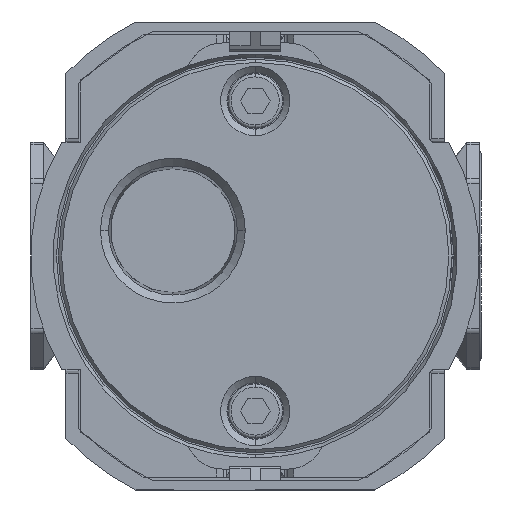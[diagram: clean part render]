
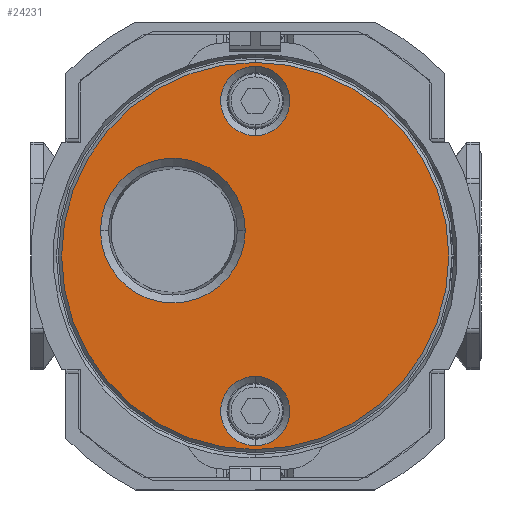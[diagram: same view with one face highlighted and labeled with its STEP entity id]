
A CAD part, front view. The second image highlights one B-rep face of the part: STEP entity #24231.
In plain terms, the highlighted planar face has unit normal (0, -1, 0).
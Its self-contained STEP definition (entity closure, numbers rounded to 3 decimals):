
#246 = VERTEX_POINT ( 'NONE', #29917 ) ;
#837 = VERTEX_POINT ( 'NONE', #21805 ) ;
#1448 = DIRECTION ( 'NONE',  ( 0., 1., 0. ) ) ;
#2569 = ORIENTED_EDGE ( 'NONE', *, *, #23485, .F. ) ;
#2851 = ORIENTED_EDGE ( 'NONE', *, *, #12966, .F. ) ;
#2972 = DIRECTION ( 'NONE',  ( 1., 0., 0. ) ) ;
#3708 = PLANE ( 'NONE',  #4040 ) ;
#3964 = CARTESIAN_POINT ( 'NONE',  ( 0., -17.5, 30.2 ) ) ;
#4003 = CARTESIAN_POINT ( 'NONE',  ( 0., -17.5, -24.185 ) ) ;
#4040 = AXIS2_PLACEMENT_3D ( 'NONE', #28455, #13170, #10152 ) ;
#4613 = DIRECTION ( 'NONE',  ( 1., 0., 0. ) ) ;
#7251 = CARTESIAN_POINT ( 'NONE',  ( -24.126, -17.5, 3.959 ) ) ;
#7272 = DIRECTION ( 'NONE',  ( 0., 0., -1. ) ) ;
#8112 = AXIS2_PLACEMENT_3D ( 'NONE', #36740, #33347, #2972 ) ;
#8926 = EDGE_CURVE ( 'NONE', #14492, #36802, #21427, .T. ) ;
#9695 = DIRECTION ( 'NONE',  ( 0., -1., 0. ) ) ;
#9942 = FACE_OUTER_BOUND ( 'NONE', #28280, .T. ) ;
#10043 = DIRECTION ( 'NONE',  ( 0., -1., 0. ) ) ;
#10152 = DIRECTION ( 'NONE',  ( 0., 0., 1. ) ) ;
#11062 = CIRCLE ( 'NONE', #35444, 30.2 ) ;
#11298 = CARTESIAN_POINT ( 'NONE',  ( 0., -17.5, 0. ) ) ;
#11704 = EDGE_CURVE ( 'NONE', #13810, #837, #11062, .T. ) ;
#11904 = CARTESIAN_POINT ( 'NONE',  ( 0., -17.5, 24.185 ) ) ;
#12107 = DIRECTION ( 'NONE',  ( 0., 0., -1. ) ) ;
#12302 = EDGE_CURVE ( 'NONE', #21690, #31792, #30899, .T. ) ;
#12966 = EDGE_CURVE ( 'NONE', #246, #26127, #15169, .T. ) ;
#13170 = DIRECTION ( 'NONE',  ( 0., 1., 0. ) ) ;
#13810 = VERTEX_POINT ( 'NONE', #3964 ) ;
#14271 = DIRECTION ( 'NONE',  ( 0., 0., -1. ) ) ;
#14318 = DIRECTION ( 'NONE',  ( 0., 0., 1. ) ) ;
#14492 = VERTEX_POINT ( 'NONE', #28816 ) ;
#15030 = ORIENTED_EDGE ( 'NONE', *, *, #19321, .F. ) ;
#15169 = CIRCLE ( 'NONE', #8112, 11.288 ) ;
#15207 = DIRECTION ( 'NONE',  ( 0., 0., 1. ) ) ;
#16795 = AXIS2_PLACEMENT_3D ( 'NONE', #22155, #9695, #7272 ) ;
#17100 = CARTESIAN_POINT ( 'NONE',  ( 0., -17.5, 18.785 ) ) ;
#17786 = CIRCLE ( 'NONE', #33183, 5.4 ) ;
#18541 = AXIS2_PLACEMENT_3D ( 'NONE', #11298, #1448, #14318 ) ;
#18996 = FACE_BOUND ( 'NONE', #37591, .T. ) ;
#19321 = EDGE_CURVE ( 'NONE', #36802, #14492, #17786, .T. ) ;
#19913 = CARTESIAN_POINT ( 'NONE',  ( -12.838, -17.5, 3.959 ) ) ;
#21345 = DIRECTION ( 'NONE',  ( 0., -1., 0. ) ) ;
#21427 = CIRCLE ( 'NONE', #34879, 5.4 ) ;
#21690 = VERTEX_POINT ( 'NONE', #17100 ) ;
#21805 = CARTESIAN_POINT ( 'NONE',  ( 0., -17.5, -30.2 ) ) ;
#22155 = CARTESIAN_POINT ( 'NONE',  ( 0., -17.5, 24.185 ) ) ;
#22523 = DIRECTION ( 'NONE',  ( 0., 0., -1. ) ) ;
#22919 = DIRECTION ( 'NONE',  ( 0., -1., 0. ) ) ;
#23485 = EDGE_CURVE ( 'NONE', #26127, #246, #36725, .T. ) ;
#24098 = DIRECTION ( 'NONE',  ( 0., -1., 0. ) ) ;
#24231 = ADVANCED_FACE ( 'NONE', ( #9942, #34267, #30675, #18996 ), #3708, .F. ) ;
#24555 = AXIS2_PLACEMENT_3D ( 'NONE', #19913, #22919, #4613 ) ;
#25564 = EDGE_CURVE ( 'NONE', #837, #13810, #37808, .T. ) ;
#25584 = ORIENTED_EDGE ( 'NONE', *, *, #11704, .F. ) ;
#26127 = VERTEX_POINT ( 'NONE', #7251 ) ;
#27984 = ORIENTED_EDGE ( 'NONE', *, *, #39425, .F. ) ;
#28280 = EDGE_LOOP ( 'NONE', ( #25584, #29598 ) ) ;
#28455 = CARTESIAN_POINT ( 'NONE',  ( 30.2, -17.5, 0. ) ) ;
#28816 = CARTESIAN_POINT ( 'NONE',  ( 0., -17.5, -29.585 ) ) ;
#29453 = ORIENTED_EDGE ( 'NONE', *, *, #12302, .F. ) ;
#29598 = ORIENTED_EDGE ( 'NONE', *, *, #25564, .F. ) ;
#29888 = CIRCLE ( 'NONE', #35003, 5.4 ) ;
#29917 = CARTESIAN_POINT ( 'NONE',  ( -1.551, -17.5, 3.959 ) ) ;
#30327 = EDGE_LOOP ( 'NONE', ( #32995, #15030 ) ) ;
#30675 = FACE_BOUND ( 'NONE', #34514, .T. ) ;
#30899 = CIRCLE ( 'NONE', #16795, 5.4 ) ;
#31792 = VERTEX_POINT ( 'NONE', #38897 ) ;
#32995 = ORIENTED_EDGE ( 'NONE', *, *, #8926, .F. ) ;
#33115 = DIRECTION ( 'NONE',  ( 0., 1., 0. ) ) ;
#33183 = AXIS2_PLACEMENT_3D ( 'NONE', #4003, #10043, #22523 ) ;
#33347 = DIRECTION ( 'NONE',  ( 0., -1., 0. ) ) ;
#34267 = FACE_BOUND ( 'NONE', #30327, .T. ) ;
#34514 = EDGE_LOOP ( 'NONE', ( #29453, #27984 ) ) ;
#34879 = AXIS2_PLACEMENT_3D ( 'NONE', #36155, #24098, #14271 ) ;
#35003 = AXIS2_PLACEMENT_3D ( 'NONE', #11904, #21345, #12107 ) ;
#35444 = AXIS2_PLACEMENT_3D ( 'NONE', #36125, #33115, #15207 ) ;
#35463 = CARTESIAN_POINT ( 'NONE',  ( 0., -17.5, -18.785 ) ) ;
#36125 = CARTESIAN_POINT ( 'NONE',  ( 0., -17.5, 0. ) ) ;
#36155 = CARTESIAN_POINT ( 'NONE',  ( 0., -17.5, -24.185 ) ) ;
#36725 = CIRCLE ( 'NONE', #24555, 11.288 ) ;
#36740 = CARTESIAN_POINT ( 'NONE',  ( -12.838, -17.5, 3.959 ) ) ;
#36802 = VERTEX_POINT ( 'NONE', #35463 ) ;
#37591 = EDGE_LOOP ( 'NONE', ( #2851, #2569 ) ) ;
#37808 = CIRCLE ( 'NONE', #18541, 30.2 ) ;
#38897 = CARTESIAN_POINT ( 'NONE',  ( 0., -17.5, 29.585 ) ) ;
#39425 = EDGE_CURVE ( 'NONE', #31792, #21690, #29888, .T. ) ;
